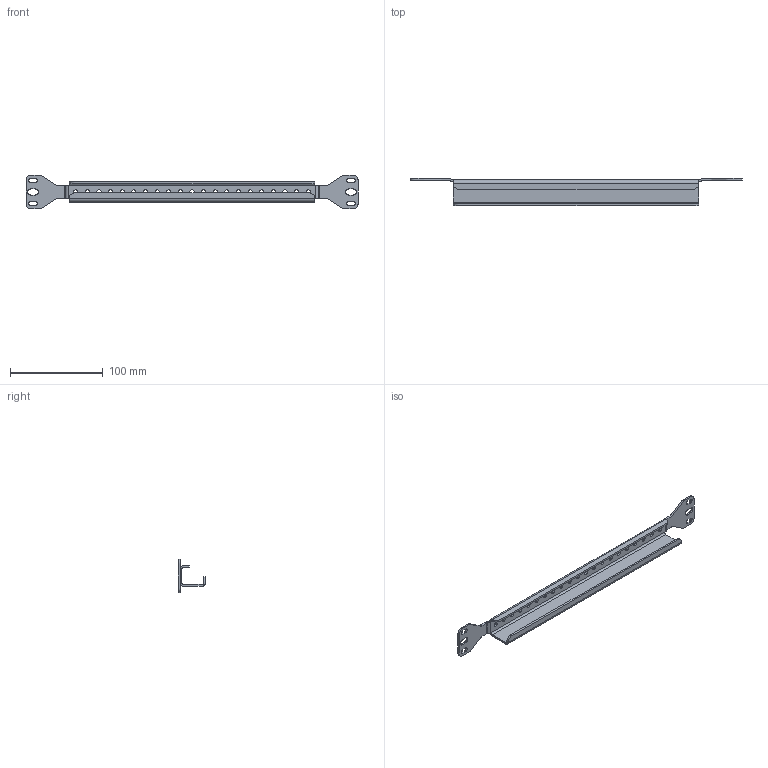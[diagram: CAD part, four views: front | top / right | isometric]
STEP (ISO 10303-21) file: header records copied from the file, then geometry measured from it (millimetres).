
FILE_DESCRIPTION (( 'STEP AP214' ), '1' );
FILE_NAME ('620.403.STEP', '2024-09-30T10:01:17', ( '' ), ( '' ), 'SwSTEP 2.0', 'SolidWorks 2021', '' );
FILE_SCHEMA (( 'AUTOMOTIVE_DESIGN' ));
Length unit declared in the file: millimetre
Products named in the file (1): 620.403
Bounding box: 357 x 29.76 x 36 mm (x, y, z)
Volume: 35158.9 mm3; surface area: 37824.5 mm2
Topology: 1 solids, 1 shells, 144 faces, 378 edges, 236 vertices
Faces by surface type: cylinder 84, plane 60
Entity records: 4588 total; most frequent: DIRECTION 836, CARTESIAN_POINT 759, ORIENTED_EDGE 756, EDGE_CURVE 378, AXIS2_PLACEMENT_3D 313, VERTEX_POINT 236, LINE 210, VECTOR 210
